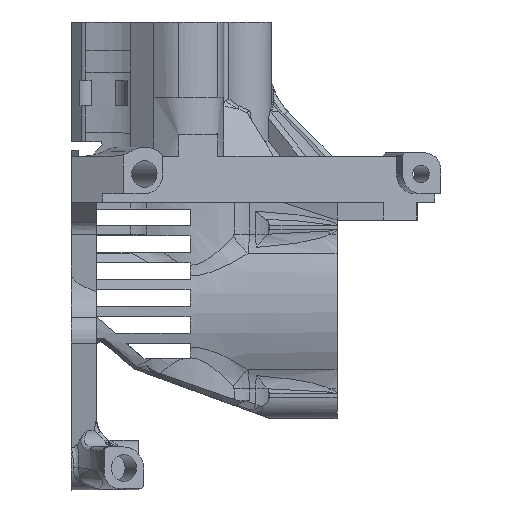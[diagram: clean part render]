
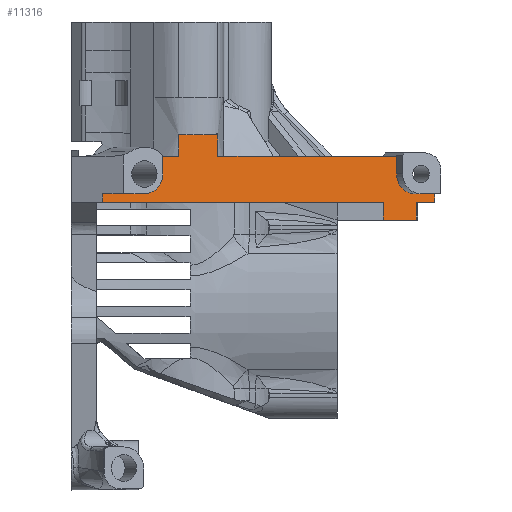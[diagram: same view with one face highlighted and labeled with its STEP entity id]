
A CAD part, left-side view. The second image highlights one B-rep face of the part: STEP entity #11316.
In plain terms, the highlighted planar face has unit normal (-0.94, -0.342, 0).
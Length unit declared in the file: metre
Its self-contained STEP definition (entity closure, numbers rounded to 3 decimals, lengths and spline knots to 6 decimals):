
#456=PLANE('',#12038);
#675=FACE_OUTER_BOUND('',#1325,.T.);
#1325=EDGE_LOOP('',(#7608,#7609,#7610,#7611,#7612,#7613,#7614,#7615,#7616,
#7617,#7618,#7619,#7620,#7621,#7622,#7623,#7624,#7625,#7626));
#2636=CIRCLE('',#12039,0.00235);
#2637=CIRCLE('',#12040,0.00235);
#3072=LINE('',#15988,#3731);
#3076=LINE('',#15998,#3735);
#3127=LINE('',#16142,#3786);
#3133=LINE('',#16160,#3792);
#3136=LINE('',#16166,#3795);
#3137=LINE('',#16168,#3796);
#3138=LINE('',#16170,#3797);
#3139=LINE('',#16172,#3798);
#3140=LINE('',#16174,#3799);
#3141=LINE('',#16176,#3800);
#3142=LINE('',#16180,#3801);
#3143=LINE('',#16181,#3802);
#3144=LINE('',#16183,#3803);
#3145=LINE('',#16185,#3804);
#3146=LINE('',#16186,#3805);
#3147=LINE('',#16188,#3806);
#3148=LINE('',#16190,#3807);
#3731=VECTOR('',#13117,1.);
#3735=VECTOR('',#13123,1.);
#3786=VECTOR('',#13238,1.);
#3792=VECTOR('',#13254,1.);
#3795=VECTOR('',#13261,1.);
#3796=VECTOR('',#13262,0.01);
#3797=VECTOR('',#13263,1.);
#3798=VECTOR('',#13264,0.01);
#3799=VECTOR('',#13265,1.);
#3800=VECTOR('',#13266,1.);
#3801=VECTOR('',#13269,1.);
#3802=VECTOR('',#13270,1.);
#3803=VECTOR('',#13271,1.);
#3804=VECTOR('',#13272,1.);
#3805=VECTOR('',#13273,1.);
#3806=VECTOR('',#13274,1.);
#3807=VECTOR('',#13275,1.);
#4430=VERTEX_POINT('',#15985);
#4431=VERTEX_POINT('',#15987);
#4435=VERTEX_POINT('',#15995);
#4436=VERTEX_POINT('',#15997);
#4496=VERTEX_POINT('',#16139);
#4497=VERTEX_POINT('',#16141);
#4504=VERTEX_POINT('',#16159);
#4505=VERTEX_POINT('',#16165);
#4506=VERTEX_POINT('',#16167);
#4507=VERTEX_POINT('',#16169);
#4508=VERTEX_POINT('',#16171);
#4509=VERTEX_POINT('',#16173);
#4510=VERTEX_POINT('',#16175);
#4511=VERTEX_POINT('',#16177);
#4512=VERTEX_POINT('',#16179);
#4513=VERTEX_POINT('',#16182);
#4514=VERTEX_POINT('',#16184);
#4515=VERTEX_POINT('',#16187);
#4516=VERTEX_POINT('',#16189);
#5629=EDGE_CURVE('',#4430,#4431,#3072,.T.);
#5634=EDGE_CURVE('',#4435,#4436,#3076,.T.);
#5707=EDGE_CURVE('',#4497,#4496,#3127,.T.);
#5716=EDGE_CURVE('',#4497,#4504,#3133,.T.);
#5719=EDGE_CURVE('',#4496,#4505,#3136,.T.);
#5720=EDGE_CURVE('',#4506,#4505,#3137,.F.);
#5721=EDGE_CURVE('',#4507,#4506,#3138,.T.);
#5722=EDGE_CURVE('',#4507,#4508,#3139,.T.);
#5723=EDGE_CURVE('',#4508,#4509,#3140,.T.);
#5724=EDGE_CURVE('',#4509,#4510,#3141,.T.);
#5725=EDGE_CURVE('',#4511,#4510,#2636,.T.);
#5726=EDGE_CURVE('',#4511,#4512,#3142,.T.);
#5727=EDGE_CURVE('',#4512,#4436,#3143,.T.);
#5728=EDGE_CURVE('',#4513,#4435,#3144,.T.);
#5729=EDGE_CURVE('',#4514,#4513,#3145,.T.);
#5730=EDGE_CURVE('',#4431,#4514,#3146,.T.);
#5731=EDGE_CURVE('',#4430,#4515,#3147,.T.);
#5732=EDGE_CURVE('',#4515,#4516,#3148,.T.);
#5733=EDGE_CURVE('',#4516,#4504,#2637,.T.);
#7608=ORIENTED_EDGE('',*,*,#5707,.T.);
#7609=ORIENTED_EDGE('',*,*,#5719,.T.);
#7610=ORIENTED_EDGE('',*,*,#5720,.F.);
#7611=ORIENTED_EDGE('',*,*,#5721,.F.);
#7612=ORIENTED_EDGE('',*,*,#5722,.T.);
#7613=ORIENTED_EDGE('',*,*,#5723,.T.);
#7614=ORIENTED_EDGE('',*,*,#5724,.T.);
#7615=ORIENTED_EDGE('',*,*,#5725,.F.);
#7616=ORIENTED_EDGE('',*,*,#5726,.T.);
#7617=ORIENTED_EDGE('',*,*,#5727,.T.);
#7618=ORIENTED_EDGE('',*,*,#5634,.F.);
#7619=ORIENTED_EDGE('',*,*,#5728,.F.);
#7620=ORIENTED_EDGE('',*,*,#5729,.F.);
#7621=ORIENTED_EDGE('',*,*,#5730,.F.);
#7622=ORIENTED_EDGE('',*,*,#5629,.F.);
#7623=ORIENTED_EDGE('',*,*,#5731,.T.);
#7624=ORIENTED_EDGE('',*,*,#5732,.T.);
#7625=ORIENTED_EDGE('',*,*,#5733,.T.);
#7626=ORIENTED_EDGE('',*,*,#5716,.F.);
#11316=ADVANCED_FACE('',(#675),#456,.T.);
#12038=AXIS2_PLACEMENT_3D('',#16164,#13259,#13260);
#12039=AXIS2_PLACEMENT_3D('',#16178,#13267,#13268);
#12040=AXIS2_PLACEMENT_3D('',#16191,#13276,#13277);
#13117=DIRECTION('',(-0.342,0.94,0.));
#13123=DIRECTION('',(-0.342,0.94,0.));
#13238=DIRECTION('',(-0.242,0.664,-0.707));
#13254=DIRECTION('',(0.,0.,-1.));
#13259=DIRECTION('center_axis',(-0.94,-0.342,0.));
#13260=DIRECTION('ref_axis',(0.342,-0.94,0.));
#13261=DIRECTION('',(-0.342,0.94,0.));
#13262=DIRECTION('',(0.,0.,1.));
#13263=DIRECTION('',(0.342,-0.94,0.018));
#13264=DIRECTION('',(0.,0.,-1.));
#13265=DIRECTION('',(-0.342,0.94,0.));
#13266=DIRECTION('',(0.,0.,-1.));
#13267=DIRECTION('center_axis',(-0.94,-0.342,0.));
#13268=DIRECTION('ref_axis',(0.342,-0.94,0.));
#13269=DIRECTION('',(-0.342,0.94,0.));
#13270=DIRECTION('',(0.,0.,-1.));
#13271=DIRECTION('',(0.,0.,1.));
#13272=DIRECTION('',(-0.342,0.94,0.));
#13273=DIRECTION('',(0.,0.,-1.));
#13274=DIRECTION('',(0.,0.,1.));
#13275=DIRECTION('',(-0.342,0.94,0.));
#13276=DIRECTION('center_axis',(0.94,0.342,0.));
#13277=DIRECTION('ref_axis',(-0.342,0.94,0.));
#15985=CARTESIAN_POINT('',(-0.015025,-0.02914,0.026));
#15987=CARTESIAN_POINT('',(-0.015832,-0.026922,0.026));
#15988=CARTESIAN_POINT('',(-0.021865,-0.010346,0.026));
#15995=CARTESIAN_POINT('',(-0.01725,-0.023026,0.026));
#15997=CARTESIAN_POINT('',(-0.029424,0.010421,0.026));
#15998=CARTESIAN_POINT('',(-0.021865,-0.010346,0.026));
#16139=CARTESIAN_POINT('',(-0.016726,-0.024465,0.0315));
#16141=CARTESIAN_POINT('',(-0.016683,-0.024583,0.031625));
#16142=CARTESIAN_POINT('',(-0.022652,-0.008185,0.014175));
#16159=CARTESIAN_POINT('',(-0.016683,-0.024583,0.029375));
#16160=CARTESIAN_POINT('',(-0.016683,-0.024583,0.031875));
#16164=CARTESIAN_POINT('Origin',(-0.021865,-0.010346,
0.011875));
#16165=CARTESIAN_POINT('',(-0.024421,-0.003322,0.0315));
#16166=CARTESIAN_POINT('',(-0.021865,-0.010346,0.0315));
#16167=CARTESIAN_POINT('',(-0.024422,-0.003322,0.034143));
#16168=CARTESIAN_POINT('',(-0.024421,-0.003322,0.0315));
#16169=CARTESIAN_POINT('',(-0.026128,0.001367,0.034053));
#16170=CARTESIAN_POINT('',(-0.025277,-0.000973,0.034098));
#16171=CARTESIAN_POINT('',(-0.026128,0.001367,0.0315));
#16172=CARTESIAN_POINT('',(-0.026128,0.001367,0.034053));
#16173=CARTESIAN_POINT('',(-0.027047,0.00389,0.0315));
#16174=CARTESIAN_POINT('',(-0.021865,-0.010346,0.0315));
#16175=CARTESIAN_POINT('',(-0.027047,0.00389,0.029375));
#16176=CARTESIAN_POINT('',(-0.027047,0.00389,0.031875));
#16177=CARTESIAN_POINT('',(-0.02785,0.006098,0.027025));
#16178=CARTESIAN_POINT('Origin',(-0.02785,0.006098,
0.029375));
#16179=CARTESIAN_POINT('',(-0.029424,0.010421,0.027025));
#16180=CARTESIAN_POINT('',(-0.021865,-0.010346,0.027025));
#16181=CARTESIAN_POINT('',(-0.029424,0.010421,0.028375));
#16182=CARTESIAN_POINT('',(-0.01725,-0.023026,0.023875));
#16183=CARTESIAN_POINT('',(-0.01725,-0.023026,0.023875));
#16184=CARTESIAN_POINT('',(-0.015832,-0.026922,0.023875));
#16185=CARTESIAN_POINT('',(-0.01778,-0.02157,0.023875));
#16186=CARTESIAN_POINT('',(-0.015832,-0.026922,0.011875));
#16187=CARTESIAN_POINT('',(-0.015025,-0.02914,0.027025));
#16188=CARTESIAN_POINT('',(-0.015025,-0.02914,0.031875));
#16189=CARTESIAN_POINT('',(-0.01588,-0.026791,0.027025));
#16190=CARTESIAN_POINT('',(-0.021865,-0.010346,0.027025));
#16191=CARTESIAN_POINT('Origin',(-0.01588,-0.026791,
0.029375));
